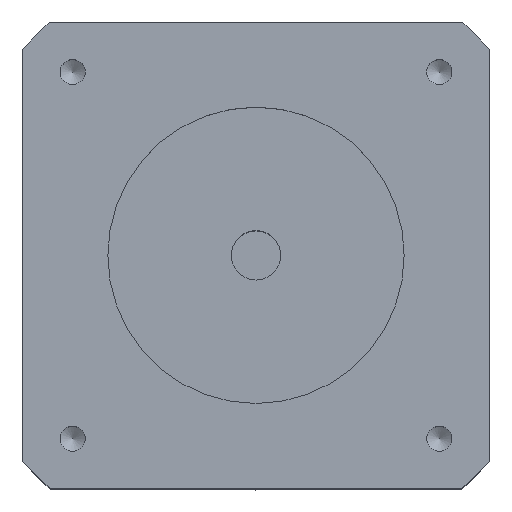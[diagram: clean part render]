
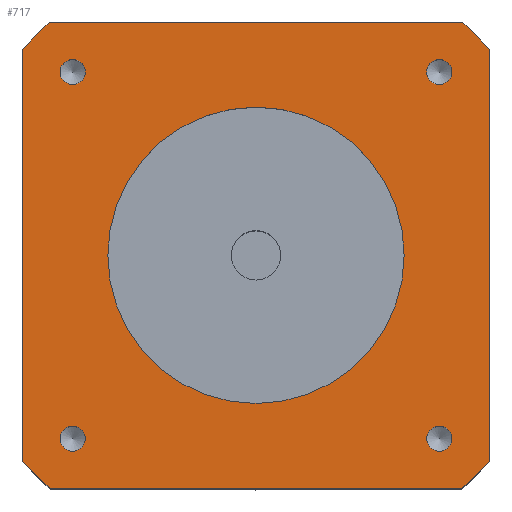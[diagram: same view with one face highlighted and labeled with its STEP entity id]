
A CAD part, top view. The second image highlights one B-rep face of the part: STEP entity #717.
In plain terms, the highlighted planar face has unit normal (0, 0, 1).
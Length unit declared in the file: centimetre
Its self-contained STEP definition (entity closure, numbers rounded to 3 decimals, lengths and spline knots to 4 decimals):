
#20=LINE('',#1143,#44);
#24=LINE('',#1155,#48);
#28=LINE('',#1167,#52);
#32=LINE('',#1178,#56);
#44=VECTOR('',#925,5.2915);
#48=VECTOR('',#937,5.2915);
#52=VECTOR('',#949,5.2915);
#56=VECTOR('',#961,5.2915);
#72=PLANE('',#798);
#93=FACE_BOUND('',#232,.T.);
#94=FACE_BOUND('',#233,.T.);
#95=FACE_BOUND('',#234,.T.);
#96=FACE_BOUND('',#235,.T.);
#97=FACE_BOUND('',#236,.T.);
#168=FACE_OUTER_BOUND('',#231,.T.);
#231=EDGE_LOOP('',(#531,#532,#533,#534,#535,#536,#537,#538));
#232=EDGE_LOOP('',(#539));
#233=EDGE_LOOP('',(#540));
#234=EDGE_LOOP('',(#541));
#235=EDGE_LOOP('',(#542));
#236=EDGE_LOOP('',(#543));
#298=CIRCLE('',#764,1.905);
#300=CIRCLE('',#769,0.1621);
#302=CIRCLE('',#773,0.1621);
#304=CIRCLE('',#777,0.1621);
#306=CIRCLE('',#781,0.1621);
#307=CIRCLE('',#783,4.);
#309=CIRCLE('',#787,4.);
#311=CIRCLE('',#791,4.);
#313=CIRCLE('',#795,4.);
#346=VERTEX_POINT('',#1105);
#348=VERTEX_POINT('',#1112);
#350=VERTEX_POINT('',#1118);
#352=VERTEX_POINT('',#1124);
#354=VERTEX_POINT('',#1130);
#355=VERTEX_POINT('',#1133);
#356=VERTEX_POINT('',#1134);
#359=VERTEX_POINT('',#1142);
#361=VERTEX_POINT('',#1148);
#363=VERTEX_POINT('',#1154);
#365=VERTEX_POINT('',#1160);
#367=VERTEX_POINT('',#1166);
#369=VERTEX_POINT('',#1172);
#408=EDGE_CURVE('',#346,#346,#298,.T.);
#410=EDGE_CURVE('',#348,#348,#300,.T.);
#412=EDGE_CURVE('',#350,#350,#302,.T.);
#414=EDGE_CURVE('',#352,#352,#304,.T.);
#416=EDGE_CURVE('',#354,#354,#306,.T.);
#417=EDGE_CURVE('',#355,#356,#307,.T.);
#421=EDGE_CURVE('',#356,#359,#20,.T.);
#424=EDGE_CURVE('',#359,#361,#309,.T.);
#427=EDGE_CURVE('',#361,#363,#24,.T.);
#430=EDGE_CURVE('',#363,#365,#311,.T.);
#433=EDGE_CURVE('',#365,#367,#28,.T.);
#436=EDGE_CURVE('',#367,#369,#313,.T.);
#439=EDGE_CURVE('',#369,#355,#32,.T.);
#531=ORIENTED_EDGE('',*,*,#417,.F.);
#532=ORIENTED_EDGE('',*,*,#439,.F.);
#533=ORIENTED_EDGE('',*,*,#436,.F.);
#534=ORIENTED_EDGE('',*,*,#433,.F.);
#535=ORIENTED_EDGE('',*,*,#430,.F.);
#536=ORIENTED_EDGE('',*,*,#427,.F.);
#537=ORIENTED_EDGE('',*,*,#424,.F.);
#538=ORIENTED_EDGE('',*,*,#421,.F.);
#539=ORIENTED_EDGE('',*,*,#408,.T.);
#540=ORIENTED_EDGE('',*,*,#410,.T.);
#541=ORIENTED_EDGE('',*,*,#412,.T.);
#542=ORIENTED_EDGE('',*,*,#414,.T.);
#543=ORIENTED_EDGE('',*,*,#416,.T.);
#717=ADVANCED_FACE('',(#168,#93,#94,#95,#96,#97),#72,.T.);
#764=AXIS2_PLACEMENT_3D('',#1106,#879,#880);
#769=AXIS2_PLACEMENT_3D('',#1113,#889,#890);
#773=AXIS2_PLACEMENT_3D('',#1119,#897,#898);
#777=AXIS2_PLACEMENT_3D('',#1125,#905,#906);
#781=AXIS2_PLACEMENT_3D('',#1131,#913,#914);
#783=AXIS2_PLACEMENT_3D('',#1135,#917,#918);
#787=AXIS2_PLACEMENT_3D('',#1149,#930,#931);
#791=AXIS2_PLACEMENT_3D('',#1161,#942,#943);
#795=AXIS2_PLACEMENT_3D('',#1173,#954,#955);
#798=AXIS2_PLACEMENT_3D('',#1180,#963,#964);
#879=DIRECTION('center_axis',(0.,0.,-1.));
#880=DIRECTION('ref_axis',(-1.,0.,0.));
#889=DIRECTION('center_axis',(0.,0.,-1.));
#890=DIRECTION('ref_axis',(1.,0.,0.));
#897=DIRECTION('center_axis',(0.,0.,-1.));
#898=DIRECTION('ref_axis',(1.,0.,0.));
#905=DIRECTION('center_axis',(0.,0.,-1.));
#906=DIRECTION('ref_axis',(1.,0.,0.));
#913=DIRECTION('center_axis',(0.,0.,-1.));
#914=DIRECTION('ref_axis',(1.,0.,0.));
#917=DIRECTION('center_axis',(0.,0.,-1.));
#918=DIRECTION('ref_axis',(-0.661,0.75,0.));
#925=DIRECTION('',(-1.,0.,0.));
#930=DIRECTION('center_axis',(0.,0.,-1.));
#931=DIRECTION('ref_axis',(0.75,0.661,0.));
#937=DIRECTION('',(0.,1.,0.));
#942=DIRECTION('center_axis',(0.,0.,-1.));
#943=DIRECTION('ref_axis',(0.661,-0.75,0.));
#949=DIRECTION('',(1.,0.,0.));
#954=DIRECTION('center_axis',(0.,0.,-1.));
#955=DIRECTION('ref_axis',(-0.75,-0.661,0.));
#961=DIRECTION('',(0.,-1.,0.));
#963=DIRECTION('center_axis',(0.,0.,1.));
#964=DIRECTION('ref_axis',(1.,0.,0.));
#1105=CARTESIAN_POINT('',(4.905,3.,2.4));
#1106=CARTESIAN_POINT('Origin',(3.,3.,2.4));
#1112=CARTESIAN_POINT('',(0.8051,5.357,2.4));
#1113=CARTESIAN_POINT('Origin',(0.643,5.357,2.4));
#1118=CARTESIAN_POINT('',(5.5191,5.357,2.4));
#1119=CARTESIAN_POINT('Origin',(5.357,5.357,2.4));
#1124=CARTESIAN_POINT('',(5.5191,0.643,2.4));
#1125=CARTESIAN_POINT('Origin',(5.357,0.643,2.4));
#1130=CARTESIAN_POINT('',(0.8051,0.643,2.4));
#1131=CARTESIAN_POINT('Origin',(0.643,0.643,2.4));
#1133=CARTESIAN_POINT('',(6.,0.3542,2.4));
#1134=CARTESIAN_POINT('',(5.6458,0.,2.4));
#1135=CARTESIAN_POINT('Origin',(3.,3.,2.4));
#1142=CARTESIAN_POINT('',(0.3542,0.,2.4));
#1143=CARTESIAN_POINT('',(5.6458,0.,2.4));
#1148=CARTESIAN_POINT('',(0.,0.3542,2.4));
#1149=CARTESIAN_POINT('Origin',(3.,3.,2.4));
#1154=CARTESIAN_POINT('',(0.,5.6458,2.4));
#1155=CARTESIAN_POINT('',(0.,0.3542,2.4));
#1160=CARTESIAN_POINT('',(0.3542,6.,2.4));
#1161=CARTESIAN_POINT('Origin',(3.,3.,2.4));
#1166=CARTESIAN_POINT('',(5.6458,6.,2.4));
#1167=CARTESIAN_POINT('',(0.3542,6.,2.4));
#1172=CARTESIAN_POINT('',(6.,5.6458,2.4));
#1173=CARTESIAN_POINT('Origin',(3.,3.,2.4));
#1178=CARTESIAN_POINT('',(6.,5.6458,2.4));
#1180=CARTESIAN_POINT('Origin',(3.,3.,2.4));
